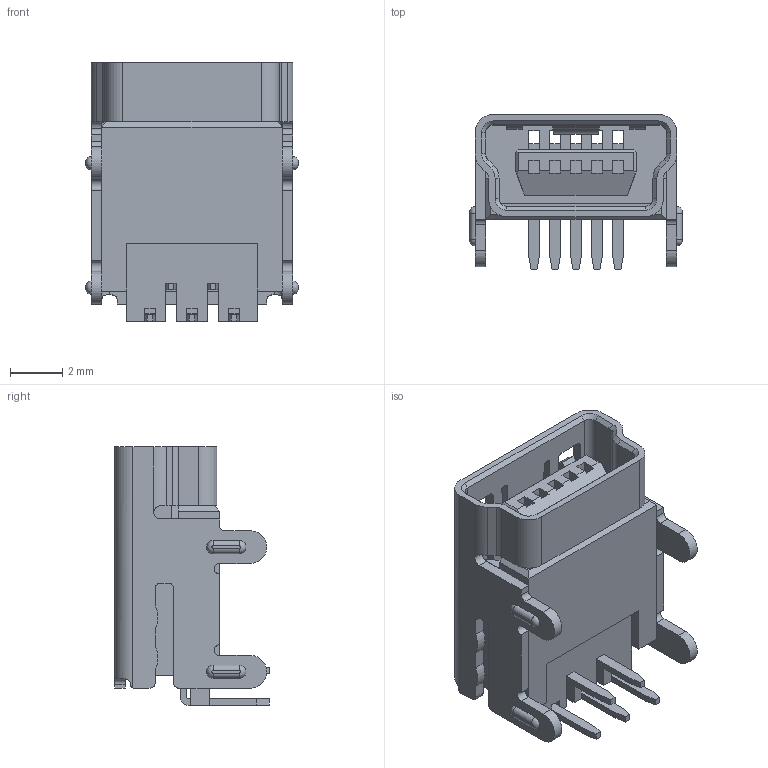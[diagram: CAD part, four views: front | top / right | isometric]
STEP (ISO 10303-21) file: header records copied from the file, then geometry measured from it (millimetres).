
FILE_DESCRIPTION (( 'STEP AP214' ), '1' );
FILE_NAME ('XM7D-0512.STEP', '2018-12-19T11:57:27', ( '' ), ( '' ), 'SwSTEP 2.0', 'SolidWorks 2017', '' );
FILE_SCHEMA (( 'AUTOMOTIVE_DESIGN' ));
Length unit declared in the file: millimetre
Products named in the file (1): XM7D-0512
Bounding box: 8.1 x 5.9 x 9.85 mm (x, y, z)
Volume: 162.2 mm3; surface area: 734.8 mm2
Topology: 7 solids, 7 shells, 421 faces, 1203 edges, 790 vertices
Faces by surface type: plane 273, cylinder 130, cone 10, torus 8
Entity records: 13853 total; most frequent: CARTESIAN_POINT 2553, ORIENTED_EDGE 2406, DIRECTION 2285, EDGE_CURVE 1203, VECTOR 913, LINE 913, VERTEX_POINT 790, AXIS2_PLACEMENT_3D 686
